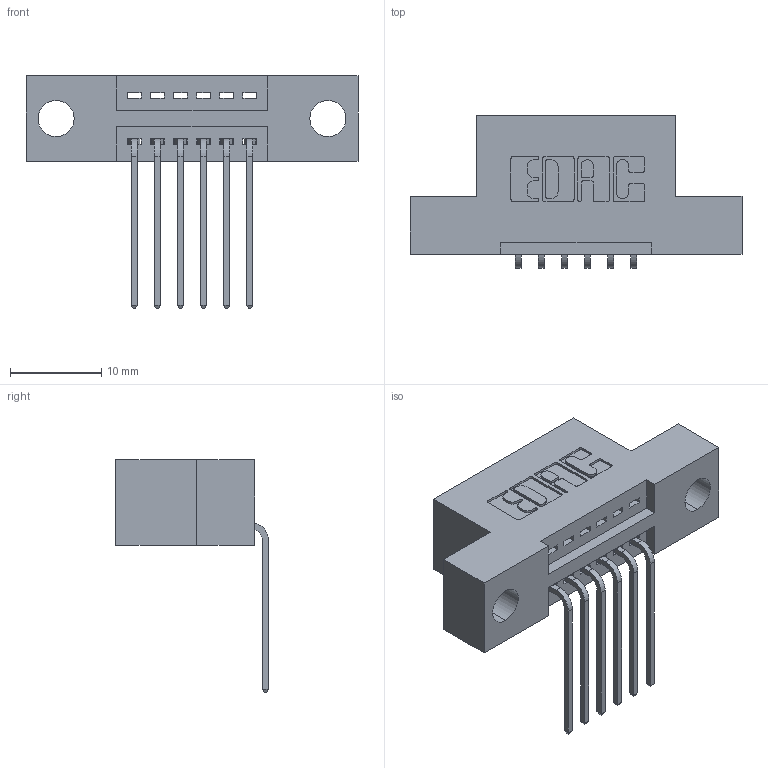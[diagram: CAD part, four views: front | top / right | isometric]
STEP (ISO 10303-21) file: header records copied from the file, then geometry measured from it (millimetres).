
FILE_DESCRIPTION (( 'STEP AP203' ), '1' );
FILE_NAME ('395-006-559-104.STEP', '2019-10-15T16:24:12', ( '' ), ( '' ), 'SwSTEP 2.0', 'SolidWorks 2016', '' );
FILE_SCHEMA (( 'CONFIG_CONTROL_DESIGN' ));
Length unit declared in the file: inch
Products named in the file (3): 345-292-001_558 559 Tail - 1; 395-006-559-104; 345 Part_Flush Mounting Lugs - 0.156 Dia-TH
Assembly tree (7 placements, depth 2):
  395-006-559-104
    345 Part_Flush Mounting Lugs - 0.156 Dia-TH
    345-292-001_558 559 Tail - 1  x6
Bounding box: 36.45 x 16.75 x 25.53 mm (x, y, z)
Volume: 3099.2 mm3; surface area: 3555.5 mm2
Topology: 7 solids, 7 shells, 486 faces, 1433 edges, 946 vertices
Faces by surface type: plane 332, cylinder 154
Entity records: 9449 total; most frequent: CARTESIAN_POINT 1646, ORIENTED_EDGE 1586, DIRECTION 1489, EDGE_CURVE 793, LINE 637, VECTOR 637, VERTEX_POINT 526, AXIS2_PLACEMENT_3D 426
